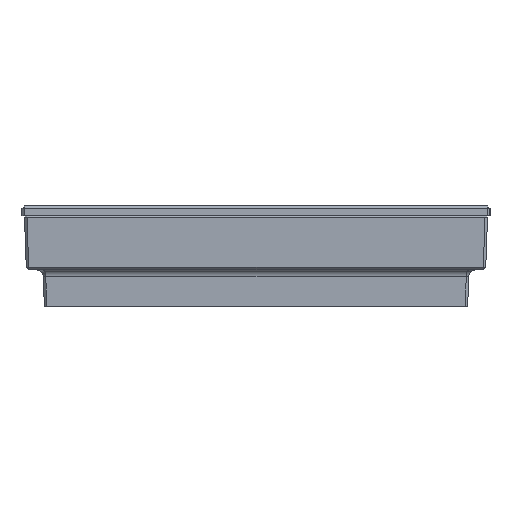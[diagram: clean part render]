
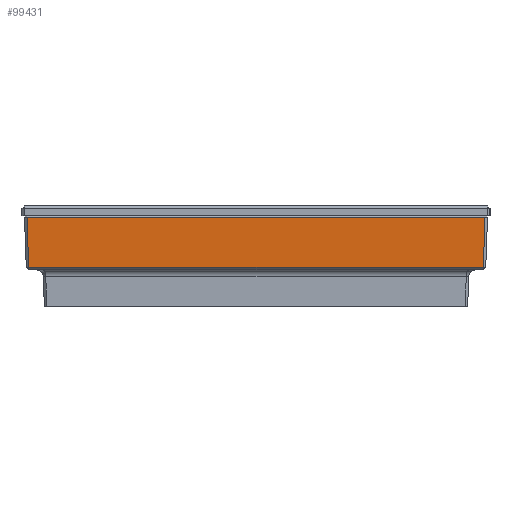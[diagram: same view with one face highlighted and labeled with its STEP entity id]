
A CAD part, left-side view. The second image highlights one B-rep face of the part: STEP entity #99431.
In plain terms, the highlighted planar face has unit normal (-0.999, 0, -0.035).
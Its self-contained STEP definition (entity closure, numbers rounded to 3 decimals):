
#99406=AXIS2_PLACEMENT_3D('Plane Axis2P3D',#99403,#99404,#99405) ;
#96118=CARTESIAN_POINT('Line Origine',(-60.733,0.,7.9)) ;
#96122=CARTESIAN_POINT('Vertex',(-60.733,-46.233,7.9)) ;
#96124=CARTESIAN_POINT('Vertex',(-60.733,46.233,7.9)) ;
#99403=CARTESIAN_POINT('Axis2P3D Location',(-61.1,0.,18.4)) ;
#99408=CARTESIAN_POINT('Line Origine',(-61.09,0.,18.1)) ;
#99412=CARTESIAN_POINT('Vertex',(-61.09,-46.589,18.1)) ;
#99414=CARTESIAN_POINT('Vertex',(-61.09,46.589,18.1)) ;
#99418=CARTESIAN_POINT('Control Point',(-61.09,46.589,18.1)) ;
#99419=CARTESIAN_POINT('Control Point',(-60.733,46.233,7.9)) ;
#99422=CARTESIAN_POINT('Control Point',(-60.733,-46.233,7.9)) ;
#99423=CARTESIAN_POINT('Control Point',(-61.09,-46.589,18.1)) ;
#96119=DIRECTION('Vector Direction',(0.,1.,0.)) ;
#99404=DIRECTION('Axis2P3D Direction',(0.999,-0.,0.035)) ;
#99405=DIRECTION('Axis2P3D XDirection',(0.,1.,0.)) ;
#99409=DIRECTION('Vector Direction',(0.,1.,0.)) ;
#96120=VECTOR('Line Direction',#96119,1.) ;
#99410=VECTOR('Line Direction',#99409,1.) ;
#99426=ORIENTED_EDGE('',*,*,#99416,.T.) ;
#99427=ORIENTED_EDGE('',*,*,#99420,.T.) ;
#99428=ORIENTED_EDGE('',*,*,#96126,.F.) ;
#99429=ORIENTED_EDGE('',*,*,#99424,.F.) ;
#99431=ADVANCED_FACE('PartBody',(#99430),#99407,.F.) ;
#99417=B_SPLINE_CURVE_WITH_KNOTS('',1,(#99418,#99419),.UNSPECIFIED.,.F.,.U.,(2,2),(-5.206,5.006),.UNSPECIFIED.) ;
#99421=B_SPLINE_CURVE_WITH_KNOTS('',1,(#99422,#99423),.UNSPECIFIED.,.F.,.U.,(2,2),(-5.006,5.206),.UNSPECIFIED.) ;
#96126=EDGE_CURVE('',#96123,#96125,#96121,.T.) ;
#99416=EDGE_CURVE('',#99413,#99415,#99411,.T.) ;
#99420=EDGE_CURVE('',#99415,#96125,#99417,.T.) ;
#99424=EDGE_CURVE('',#99413,#96123,#99421,.F.) ;
#99425=EDGE_LOOP('',(#99426,#99427,#99428,#99429)) ;
#99430=FACE_OUTER_BOUND('',#99425,.T.) ;
#96121=LINE('Line',#96118,#96120) ;
#99411=LINE('Line',#99408,#99410) ;
#99407=PLANE('',#99406) ;
#96123=VERTEX_POINT('',#96122) ;
#96125=VERTEX_POINT('',#96124) ;
#99413=VERTEX_POINT('',#99412) ;
#99415=VERTEX_POINT('',#99414) ;
